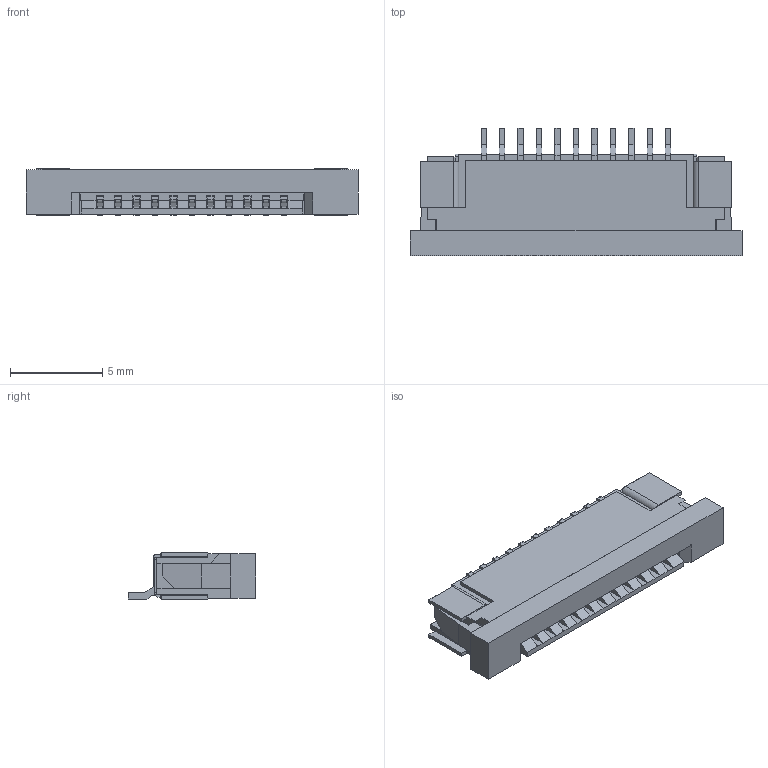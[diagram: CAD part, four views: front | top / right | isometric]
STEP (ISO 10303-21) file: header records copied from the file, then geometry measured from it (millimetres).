
FILE_DESCRIPTION(('STEP AP214'), '1');
FILE_NAME('FFC3B05-08-T', '2018-03-31T19:46:47', ('Nobody'), (''), 'ASCON STEP Converter 1.3', 'ASCON Math Kernel', '');
FILE_SCHEMA(('AUTOMOTIVE_DESIGN { 1 0 10303 214 3 1 1}'));
Length unit declared in the file: millimetre
Assembly tree (14 placements, depth 2):
  (unnamed)
    (unnamed)
    (unnamed)
    (unnamed)  x11
    (unnamed)
Bounding box: 18 x 6.9 x 2.5 mm (x, y, z)
Volume: 188.2 mm3; surface area: 838.4 mm2
Topology: 15 solids, 15 shells, 678 faces, 1930 edges, 1297 vertices
Faces by surface type: plane 582, cylinder 96
Entity records: 13995 total; most frequent: CARTESIAN_POINT 1915, ORIENTED_EDGE 1836, DIRECTION 1708, LINE 938, VECTOR 938, EDGE_CURVE 918, VERTEX_POINT 592, AXIS2_PLACEMENT_3D 385
